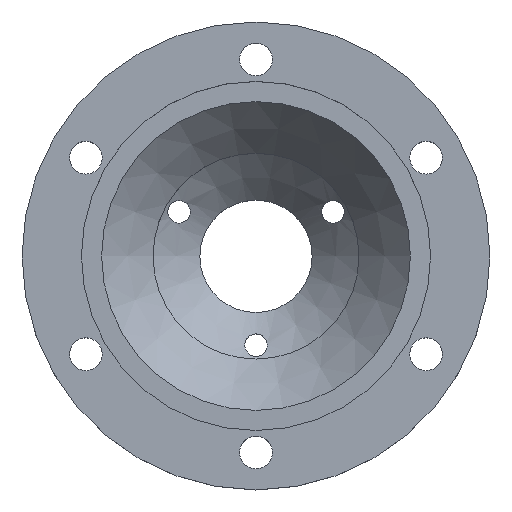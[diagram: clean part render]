
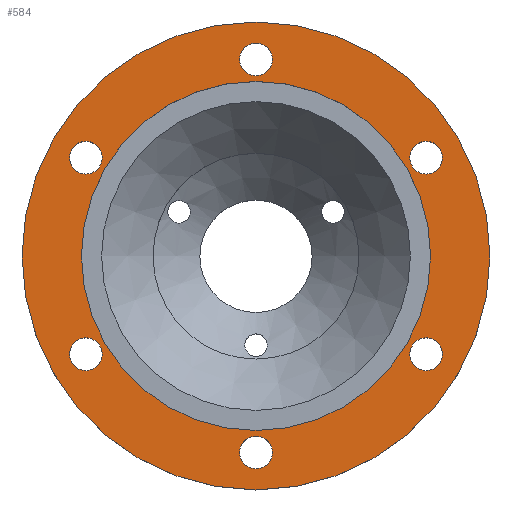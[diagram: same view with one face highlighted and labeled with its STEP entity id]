
A CAD part, top view. The second image highlights one B-rep face of the part: STEP entity #584.
In plain terms, the highlighted planar face has unit normal (0, 0, 1).
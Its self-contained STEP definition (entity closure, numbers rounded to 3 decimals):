
#549=PLANE('',#4059);
#584=ADVANCED_FACE('',(#991,#992,#993,#994,#995,#996,#997,#998),#549,.T.);
#991=FACE_BOUND('',#1069,.T.);
#992=FACE_BOUND('',#1070,.T.);
#993=FACE_BOUND('',#1071,.T.);
#994=FACE_BOUND('',#1072,.T.);
#995=FACE_BOUND('',#1073,.T.);
#996=FACE_BOUND('',#1074,.T.);
#997=FACE_BOUND('',#1075,.T.);
#998=FACE_BOUND('',#1076,.T.);
#1069=EDGE_LOOP('',(#1649));
#1070=EDGE_LOOP('',(#1650));
#1071=EDGE_LOOP('',(#1651));
#1072=EDGE_LOOP('',(#1652));
#1073=EDGE_LOOP('',(#1653));
#1074=EDGE_LOOP('',(#1654));
#1075=EDGE_LOOP('',(#1655));
#1076=EDGE_LOOP('',(#1656));
#1649=ORIENTED_EDGE('',*,*,#3103,.T.);
#1650=ORIENTED_EDGE('',*,*,#3104,.T.);
#1651=ORIENTED_EDGE('',*,*,#3105,.T.);
#1652=ORIENTED_EDGE('',*,*,#3106,.T.);
#1653=ORIENTED_EDGE('',*,*,#3107,.T.);
#1654=ORIENTED_EDGE('',*,*,#3108,.T.);
#1655=ORIENTED_EDGE('',*,*,#3109,.T.);
#1656=ORIENTED_EDGE('',*,*,#3102,.F.);
#2727=VERTEX_POINT('',#6477);
#2728=VERTEX_POINT('',#6480);
#2729=VERTEX_POINT('',#6482);
#2730=VERTEX_POINT('',#6484);
#2731=VERTEX_POINT('',#6486);
#2732=VERTEX_POINT('',#6488);
#2733=VERTEX_POINT('',#6490);
#2734=VERTEX_POINT('',#6492);
#3102=EDGE_CURVE('',#2727,#2727,#3647,.T.);
#3103=EDGE_CURVE('',#2728,#2728,#3648,.T.);
#3104=EDGE_CURVE('',#2729,#2729,#3649,.T.);
#3105=EDGE_CURVE('',#2730,#2730,#3650,.T.);
#3106=EDGE_CURVE('',#2731,#2731,#3651,.T.);
#3107=EDGE_CURVE('',#2732,#2732,#3652,.T.);
#3108=EDGE_CURVE('',#2733,#2733,#3653,.T.);
#3109=EDGE_CURVE('',#2734,#2734,#3654,.T.);
#3647=CIRCLE('',#4050,25.);
#3648=CIRCLE('',#4052,1.75);
#3649=CIRCLE('',#4053,1.75);
#3650=CIRCLE('',#4054,1.75);
#3651=CIRCLE('',#4055,1.75);
#3652=CIRCLE('',#4056,1.75);
#3653=CIRCLE('',#4057,1.75);
#3654=CIRCLE('',#4058,18.65);
#4050=AXIS2_PLACEMENT_3D('',#6476,#4998,#4999);
#4052=AXIS2_PLACEMENT_3D('',#6479,#5002,#5003);
#4053=AXIS2_PLACEMENT_3D('',#6481,#5004,#5005);
#4054=AXIS2_PLACEMENT_3D('',#6483,#5006,#5007);
#4055=AXIS2_PLACEMENT_3D('',#6485,#5008,#5009);
#4056=AXIS2_PLACEMENT_3D('',#6487,#5010,#5011);
#4057=AXIS2_PLACEMENT_3D('',#6489,#5012,#5013);
#4058=AXIS2_PLACEMENT_3D('',#6491,#5014,#5015);
#4059=AXIS2_PLACEMENT_3D('',#6493,#5016,#5017);
#4998=DIRECTION('',(0.,0.,-1.));
#4999=DIRECTION('',(-1.,0.,0.));
#5002=DIRECTION('',(0.,0.,-1.));
#5003=DIRECTION('',(1.,0.,0.));
#5004=DIRECTION('',(0.,0.,-1.));
#5005=DIRECTION('',(1.,0.,0.));
#5006=DIRECTION('',(0.,0.,-1.));
#5007=DIRECTION('',(1.,0.,0.));
#5008=DIRECTION('',(0.,0.,-1.));
#5009=DIRECTION('',(1.,0.,0.));
#5010=DIRECTION('',(0.,0.,-1.));
#5011=DIRECTION('',(1.,0.,0.));
#5012=DIRECTION('',(0.,0.,-1.));
#5013=DIRECTION('',(1.,0.,0.));
#5014=DIRECTION('',(0.,0.,-1.));
#5015=DIRECTION('',(-1.,0.,0.));
#5016=DIRECTION('',(0.,0.,1.));
#5017=DIRECTION('',(1.,0.,0.));
#6476=CARTESIAN_POINT('',(0.,0.,29.));
#6477=CARTESIAN_POINT('',(-25.,0.,29.));
#6479=CARTESIAN_POINT('',(18.187,10.5,29.));
#6480=CARTESIAN_POINT('',(19.937,10.5,29.));
#6481=CARTESIAN_POINT('',(18.187,-10.5,29.));
#6482=CARTESIAN_POINT('',(19.937,-10.5,29.));
#6483=CARTESIAN_POINT('',(0.,-21.,29.));
#6484=CARTESIAN_POINT('',(1.75,-21.,29.));
#6485=CARTESIAN_POINT('',(-18.187,-10.5,29.));
#6486=CARTESIAN_POINT('',(-16.437,-10.5,29.));
#6487=CARTESIAN_POINT('',(-18.187,10.5,29.));
#6488=CARTESIAN_POINT('',(-16.437,10.5,29.));
#6489=CARTESIAN_POINT('',(0.,21.,29.));
#6490=CARTESIAN_POINT('',(1.75,21.,29.));
#6491=CARTESIAN_POINT('',(0.,0.,29.));
#6492=CARTESIAN_POINT('',(-18.65,0.,29.));
#6493=CARTESIAN_POINT('',(0.,25.,29.));
